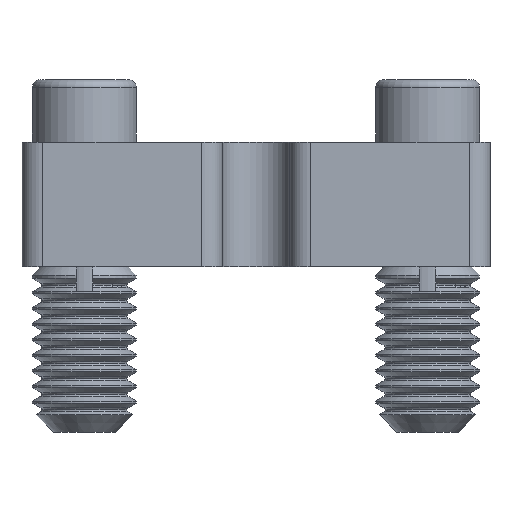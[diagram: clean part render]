
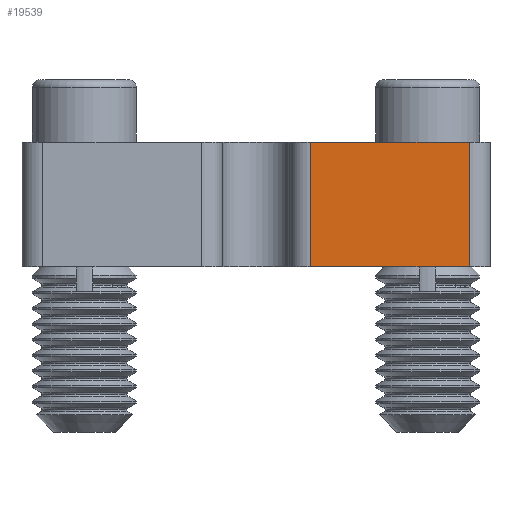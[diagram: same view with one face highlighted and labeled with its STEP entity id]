
A CAD part, front view. The second image highlights one B-rep face of the part: STEP entity #19539.
In plain terms, the highlighted planar face has unit normal (0, -1, 0).
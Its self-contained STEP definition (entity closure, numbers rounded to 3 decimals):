
#744 = ORIENTED_EDGE ( 'NONE', *, *, #20207, .T. ) ;
#751 = ORIENTED_EDGE ( 'NONE', *, *, #20174, .F. ) ;
#770 = ORIENTED_EDGE ( 'NONE', *, *, #20139, .T. ) ;
#773 = ORIENTED_EDGE ( 'NONE', *, *, #20290, .F. ) ;
#4417 = AXIS2_PLACEMENT_3D ( 'NONE', #8258, #8266, #8267 ) ;
#6116 = LINE ( 'NONE', #21420, #6120 ) ;
#6120 = VECTOR ( 'NONE', #21417, 1000. ) ;
#6178 = LINE ( 'NONE', #21495, #6183 ) ;
#6183 = VECTOR ( 'NONE', #21500, 1000. ) ;
#8258 = CARTESIAN_POINT ( 'NONE',  ( -90.491, -27.049, 12. ) ) ;
#8263 = PLANE ( 'NONE',  #4417 ) ;
#8266 = DIRECTION ( 'NONE',  ( 0., -1., 0. ) ) ;
#8267 = DIRECTION ( 'NONE',  ( 0., 0., -1. ) ) ;
#8824 = FACE_OUTER_BOUND ( 'NONE', #9644, .T. ) ;
#9644 = EDGE_LOOP ( 'NONE', ( #773, #751, #744, #770 ) ) ;
#11905 = DIRECTION ( 'NONE',  ( -1., 0., 0. ) ) ;
#11907 = CARTESIAN_POINT ( 'NONE',  ( -90.491, -27.049, 0. ) ) ;
#15337 = LINE ( 'NONE', #21577, #15340 ) ;
#15340 = VECTOR ( 'NONE', #21578, 1000. ) ;
#15460 = LINE ( 'NONE', #11907, #15462 ) ;
#15462 = VECTOR ( 'NONE', #11905, 1000. ) ;
#15949 = VERTEX_POINT ( 'NONE', #20874 ) ;
#16040 = VERTEX_POINT ( 'NONE', #20953 ) ;
#17530 = CARTESIAN_POINT ( 'NONE',  ( -13.165, -27.049, 12. ) ) ;
#17583 = CARTESIAN_POINT ( 'NONE',  ( 2.085, -27.049, 12. ) ) ;
#19539 = ADVANCED_FACE ( 'NONE', ( #8824 ), #8263, .T. ) ;
#19825 = VERTEX_POINT ( 'NONE', #17530 ) ;
#19878 = VERTEX_POINT ( 'NONE', #17583 ) ;
#20139 = EDGE_CURVE ( 'NONE', #19825, #16040, #6116, .T. ) ;
#20174 = EDGE_CURVE ( 'NONE', #19878, #15949, #6178, .T. ) ;
#20207 = EDGE_CURVE ( 'NONE', #19878, #19825, #15337, .T. ) ;
#20290 = EDGE_CURVE ( 'NONE', #15949, #16040, #15460, .T. ) ;
#20874 = CARTESIAN_POINT ( 'NONE',  ( 2.085, -27.049, 0. ) ) ;
#20953 = CARTESIAN_POINT ( 'NONE',  ( -13.165, -27.049, 0. ) ) ;
#21417 = DIRECTION ( 'NONE',  ( 0., 0., -1. ) ) ;
#21420 = CARTESIAN_POINT ( 'NONE',  ( -13.165, -27.049, 12. ) ) ;
#21495 = CARTESIAN_POINT ( 'NONE',  ( 2.085, -27.049, 12. ) ) ;
#21500 = DIRECTION ( 'NONE',  ( 0., 0., -1. ) ) ;
#21577 = CARTESIAN_POINT ( 'NONE',  ( -90.491, -27.049, 12. ) ) ;
#21578 = DIRECTION ( 'NONE',  ( -1., 0., 0. ) ) ;
